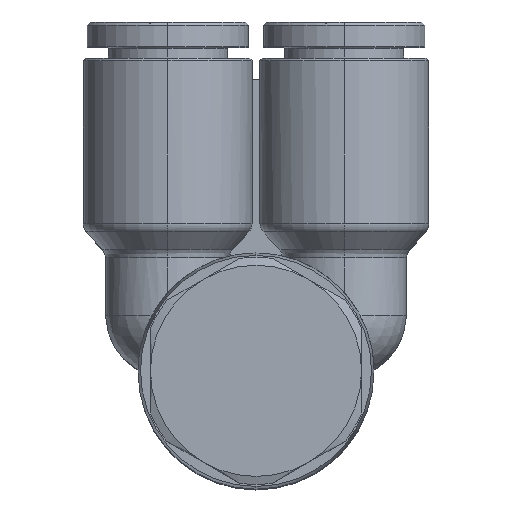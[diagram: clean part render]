
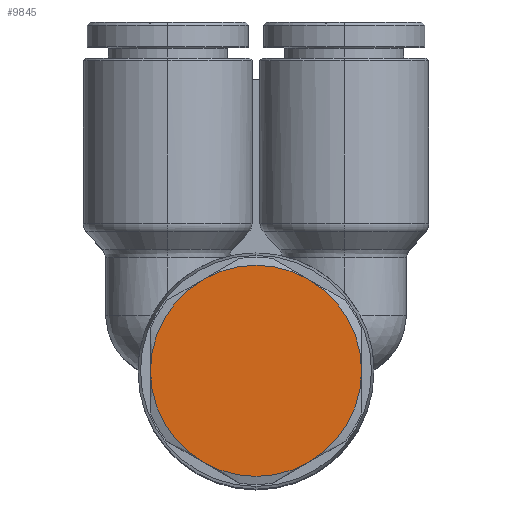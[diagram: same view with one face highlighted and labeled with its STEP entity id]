
A CAD part, top view. The second image highlights one B-rep face of the part: STEP entity #9845.
In plain terms, the highlighted planar face has unit normal (0, 0, 1).
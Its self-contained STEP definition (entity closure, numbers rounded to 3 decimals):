
#9215=CARTESIAN_POINT('',(4.5,-1.4,12.0));
#9216=VERTEX_POINT('',#9215);
#9239=CARTESIAN_POINT('',(11.861,2.85,12.0));
#9240=VERTEX_POINT('',#9239);
#9254=CARTESIAN_POINT('',(4.5,7.1,12.0));
#9255=DIRECTION('',(0.0,0.0,1.0));
#9256=DIRECTION('',(0.0,1.0,0.0));
#9257=AXIS2_PLACEMENT_3D('',#9254,#9255,#9256);
#9258=CIRCLE('',#9257,8.5);
#9259=EDGE_CURVE('',#9216,#9240,#9258,.T.);
#9269=CARTESIAN_POINT('',(11.861,11.35,12.0));
#9270=VERTEX_POINT('',#9269);
#9286=CARTESIAN_POINT('',(4.5,7.1,12.0));
#9287=DIRECTION('',(0.0,0.0,1.0));
#9288=DIRECTION('',(0.0,1.0,0.0));
#9289=AXIS2_PLACEMENT_3D('',#9286,#9287,#9288);
#9290=CIRCLE('',#9289,8.5);
#9291=EDGE_CURVE('',#9240,#9270,#9290,.T.);
#9325=CARTESIAN_POINT('',(-2.861,2.85,12.0));
#9326=VERTEX_POINT('',#9325);
#9362=CARTESIAN_POINT('',(4.5,7.1,12.0));
#9363=DIRECTION('',(0.0,0.0,1.0));
#9364=DIRECTION('',(0.0,1.0,0.0));
#9365=AXIS2_PLACEMENT_3D('',#9362,#9363,#9364);
#9366=CIRCLE('',#9365,8.5);
#9367=EDGE_CURVE('',#9326,#9216,#9366,.T.);
#9379=CARTESIAN_POINT('',(-2.861,11.35,12.0));
#9380=VERTEX_POINT('',#9379);
#9416=CARTESIAN_POINT('',(4.5,7.1,12.0));
#9417=DIRECTION('',(0.0,0.0,1.0));
#9418=DIRECTION('',(0.0,1.0,0.0));
#9419=AXIS2_PLACEMENT_3D('',#9416,#9417,#9418);
#9420=CIRCLE('',#9419,8.5);
#9421=EDGE_CURVE('',#9380,#9326,#9420,.T.);
#9431=CARTESIAN_POINT('',(4.5,15.6,12.0));
#9432=VERTEX_POINT('',#9431);
#9448=CARTESIAN_POINT('',(4.5,7.1,12.0));
#9449=DIRECTION('',(0.0,0.0,1.0));
#9450=DIRECTION('',(0.0,1.0,0.0));
#9451=AXIS2_PLACEMENT_3D('',#9448,#9449,#9450);
#9452=CIRCLE('',#9451,8.5);
#9453=EDGE_CURVE('',#9270,#9432,#9452,.T.);
#9522=CARTESIAN_POINT('',(4.5,7.1,12.0));
#9523=DIRECTION('',(0.0,0.0,1.0));
#9524=DIRECTION('',(0.0,1.0,0.0));
#9525=AXIS2_PLACEMENT_3D('',#9522,#9523,#9524);
#9526=CIRCLE('',#9525,8.5);
#9527=EDGE_CURVE('',#9432,#9380,#9526,.T.);
#9832=CARTESIAN_POINT('',(4.5,7.1,12.0));
#9833=DIRECTION('',(0.0,0.0,-1.0));
#9834=DIRECTION('',(0.0,-1.0,0.0));
#9835=AXIS2_PLACEMENT_3D('',#9832,#9833,#9834);
#9836=PLANE('',#9835);
#9837=ORIENTED_EDGE('',*,*,#9291,.T.);
#9838=ORIENTED_EDGE('',*,*,#9453,.T.);
#9839=ORIENTED_EDGE('',*,*,#9527,.T.);
#9840=ORIENTED_EDGE('',*,*,#9421,.T.);
#9841=ORIENTED_EDGE('',*,*,#9367,.T.);
#9842=ORIENTED_EDGE('',*,*,#9259,.T.);
#9843=EDGE_LOOP('',(#9837,#9838,#9839,#9840,#9841,#9842));
#9844=FACE_OUTER_BOUND('',#9843,.T.);
#9845=ADVANCED_FACE('',(#9844),#9836,.F.);
